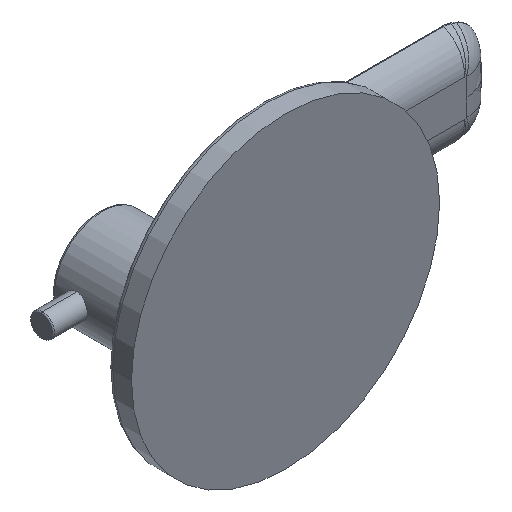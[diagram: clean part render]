
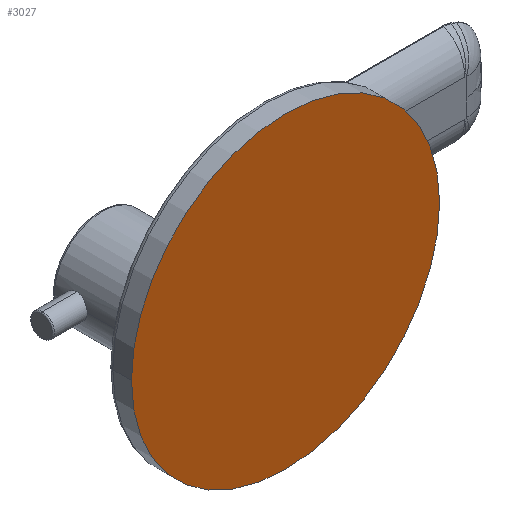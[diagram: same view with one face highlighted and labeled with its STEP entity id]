
A CAD part, isometric view. The second image highlights one B-rep face of the part: STEP entity #3027.
In plain terms, the highlighted planar face has unit normal (0, -1, 0).
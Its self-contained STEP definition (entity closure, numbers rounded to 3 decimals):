
#47 = EDGE_LOOP ( 'NONE', ( #3757, #3371 ) ) ;
#424 = DIRECTION ( 'NONE',  ( 1., 0., 0. ) ) ;
#1747 = CARTESIAN_POINT ( 'NONE',  ( -30., -43.333, 0. ) ) ;
#2026 = EDGE_CURVE ( 'NONE', #8042, #5177, #2672, .T. ) ;
#2244 = AXIS2_PLACEMENT_3D ( 'NONE', #8086, #3915, #5955 ) ;
#2391 = AXIS2_PLACEMENT_3D ( 'NONE', #1747, #2420, #7036 ) ;
#2420 = DIRECTION ( 'NONE',  ( 0., -1., 0. ) ) ;
#2672 = CIRCLE ( 'NONE', #7636, 66. ) ;
#3027 = ADVANCED_FACE ( 'NONE', ( #4539 ), #7406, .T. ) ;
#3371 = ORIENTED_EDGE ( 'NONE', *, *, #2026, .T. ) ;
#3535 = CIRCLE ( 'NONE', #2391, 66. ) ;
#3757 = ORIENTED_EDGE ( 'NONE', *, *, #3883, .T. ) ;
#3883 = EDGE_CURVE ( 'NONE', #5177, #8042, #3535, .T. ) ;
#3915 = DIRECTION ( 'NONE',  ( 0., -1., 0. ) ) ;
#4539 = FACE_OUTER_BOUND ( 'NONE', #47, .T. ) ;
#5047 = DIRECTION ( 'NONE',  ( 0., -1., 0. ) ) ;
#5177 = VERTEX_POINT ( 'NONE', #5663 ) ;
#5663 = CARTESIAN_POINT ( 'NONE',  ( -96., -43.333, 0. ) ) ;
#5955 = DIRECTION ( 'NONE',  ( 1., 0., 0. ) ) ;
#6500 = CARTESIAN_POINT ( 'NONE',  ( -30., -43.333, 0. ) ) ;
#7036 = DIRECTION ( 'NONE',  ( 1., 0., 0. ) ) ;
#7236 = CARTESIAN_POINT ( 'NONE',  ( 36., -43.333, 0. ) ) ;
#7406 = PLANE ( 'NONE',  #2244 ) ;
#7636 = AXIS2_PLACEMENT_3D ( 'NONE', #6500, #5047, #424 ) ;
#8042 = VERTEX_POINT ( 'NONE', #7236 ) ;
#8086 = CARTESIAN_POINT ( 'NONE',  ( -30., -43.333, 0. ) ) ;
